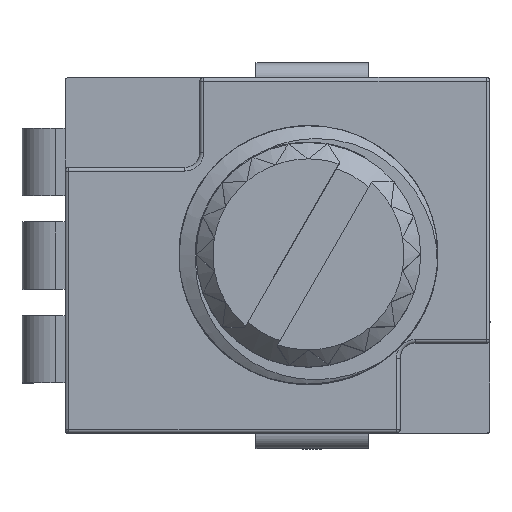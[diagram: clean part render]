
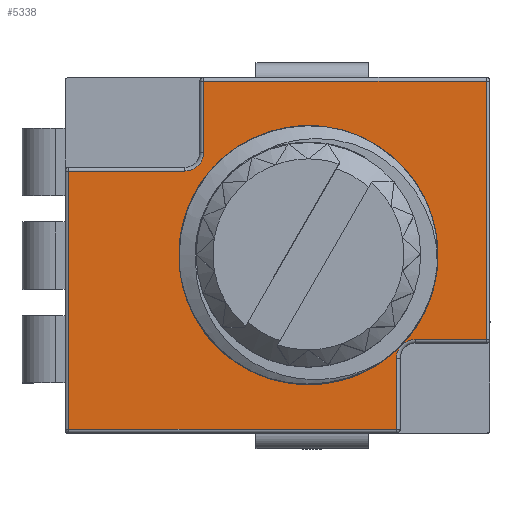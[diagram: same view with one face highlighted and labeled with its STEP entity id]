
A CAD part, top view. The second image highlights one B-rep face of the part: STEP entity #5338.
In plain terms, the highlighted planar face has unit normal (0, 0, 1).
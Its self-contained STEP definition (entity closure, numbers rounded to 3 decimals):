
#135=CIRCLE('',#5605,0.5);
#143=CIRCLE('',#5619,0.5);
#375=FACE_OUTER_BOUND('',#627,.T.);
#627=EDGE_LOOP('',(#4110,#4111,#4112,#4113,#4114,#4115,#4116,#4117,#4118,
#4119));
#896=LINE('',#9117,#1256);
#897=LINE('',#9128,#1257);
#901=LINE('',#9144,#1261);
#903=LINE('',#9150,#1263);
#904=LINE('',#9152,#1264);
#905=LINE('',#9154,#1265);
#906=LINE('',#9158,#1266);
#907=LINE('',#9159,#1267);
#1256=VECTOR('',#6075,10.);
#1257=VECTOR('',#6088,10.);
#1261=VECTOR('',#6108,10.);
#1263=VECTOR('',#6114,10.);
#1264=VECTOR('',#6115,10.);
#1265=VECTOR('',#6116,10.);
#1266=VECTOR('',#6119,10.);
#1267=VECTOR('',#6120,10.);
#2196=VERTEX_POINT('',#9111);
#2198=VERTEX_POINT('',#9115);
#2200=VERTEX_POINT('',#9120);
#2202=VERTEX_POINT('',#9126);
#2206=VERTEX_POINT('',#9143);
#2208=VERTEX_POINT('',#9149);
#2209=VERTEX_POINT('',#9151);
#2210=VERTEX_POINT('',#9153);
#2211=VERTEX_POINT('',#9155);
#2212=VERTEX_POINT('',#9157);
#2875=EDGE_CURVE('',#2198,#2196,#896,.T.);
#2877=EDGE_CURVE('',#2200,#2198,#135,.T.);
#2880=EDGE_CURVE('',#2202,#2200,#897,.T.);
#2888=EDGE_CURVE('',#2196,#2206,#901,.T.);
#2891=EDGE_CURVE('',#2208,#2202,#903,.T.);
#2892=EDGE_CURVE('',#2209,#2208,#904,.T.);
#2893=EDGE_CURVE('',#2210,#2209,#905,.T.);
#2894=EDGE_CURVE('',#2211,#2210,#143,.T.);
#2895=EDGE_CURVE('',#2212,#2211,#906,.T.);
#2896=EDGE_CURVE('',#2206,#2212,#907,.T.);
#4110=ORIENTED_EDGE('',*,*,#2875,.F.);
#4111=ORIENTED_EDGE('',*,*,#2877,.F.);
#4112=ORIENTED_EDGE('',*,*,#2880,.F.);
#4113=ORIENTED_EDGE('',*,*,#2891,.F.);
#4114=ORIENTED_EDGE('',*,*,#2892,.F.);
#4115=ORIENTED_EDGE('',*,*,#2893,.F.);
#4116=ORIENTED_EDGE('',*,*,#2894,.F.);
#4117=ORIENTED_EDGE('',*,*,#2895,.F.);
#4118=ORIENTED_EDGE('',*,*,#2896,.F.);
#4119=ORIENTED_EDGE('',*,*,#2888,.F.);
#5172=PLANE('',#5618);
#5338=ADVANCED_FACE('',(#375),#5172,.T.);
#5605=AXIS2_PLACEMENT_3D('',#9122,#6080,#6081);
#5618=AXIS2_PLACEMENT_3D('',#9148,#6112,#6113);
#5619=AXIS2_PLACEMENT_3D('',#9156,#6117,#6118);
#6075=DIRECTION('',(0.,-1.,0.));
#6080=DIRECTION('center_axis',(0.,0.,1.));
#6081=DIRECTION('ref_axis',(-0.707,0.707,0.));
#6088=DIRECTION('',(-1.,0.,0.));
#6108=DIRECTION('',(-1.,0.,0.));
#6112=DIRECTION('center_axis',(0.,0.,1.));
#6113=DIRECTION('ref_axis',(1.,0.,0.));
#6114=DIRECTION('',(0.,-1.,0.));
#6115=DIRECTION('',(1.,0.,0.));
#6116=DIRECTION('',(0.,1.,0.));
#6117=DIRECTION('center_axis',(0.,0.,1.));
#6118=DIRECTION('ref_axis',(0.707,-0.707,0.));
#6119=DIRECTION('',(1.,0.,0.));
#6120=DIRECTION('',(0.,1.,0.));
#9111=CARTESIAN_POINT('',(2.35,-4.65,10.));
#9115=CARTESIAN_POINT('',(2.35,-2.75,10.));
#9117=CARTESIAN_POINT('',(2.35,-2.375,10.));
#9120=CARTESIAN_POINT('',(2.85,-2.25,10.));
#9122=CARTESIAN_POINT('Origin',(2.85,-2.75,10.));
#9126=CARTESIAN_POINT('',(4.75,-2.25,10.));
#9128=CARTESIAN_POINT('',(0.813,-2.25,10.));
#9143=CARTESIAN_POINT('',(-6.4,-4.65,10.));
#9144=CARTESIAN_POINT('',(-3.663,-4.65,10.));
#9148=CARTESIAN_POINT('Origin',(-0.825,0.,
10.));
#9149=CARTESIAN_POINT('',(4.75,4.65,10.));
#9150=CARTESIAN_POINT('',(4.75,-2.375,10.));
#9151=CARTESIAN_POINT('',(-2.8,4.65,10.));
#9152=CARTESIAN_POINT('',(2.013,4.65,10.));
#9153=CARTESIAN_POINT('',(-2.8,2.75,10.));
#9154=CARTESIAN_POINT('',(-2.8,2.375,10.));
#9155=CARTESIAN_POINT('',(-3.3,2.25,10.));
#9156=CARTESIAN_POINT('Origin',(-3.3,2.75,10.));
#9157=CARTESIAN_POINT('',(-6.4,2.25,10.));
#9158=CARTESIAN_POINT('',(-1.863,2.25,10.));
#9159=CARTESIAN_POINT('',(-6.4,2.375,10.));
